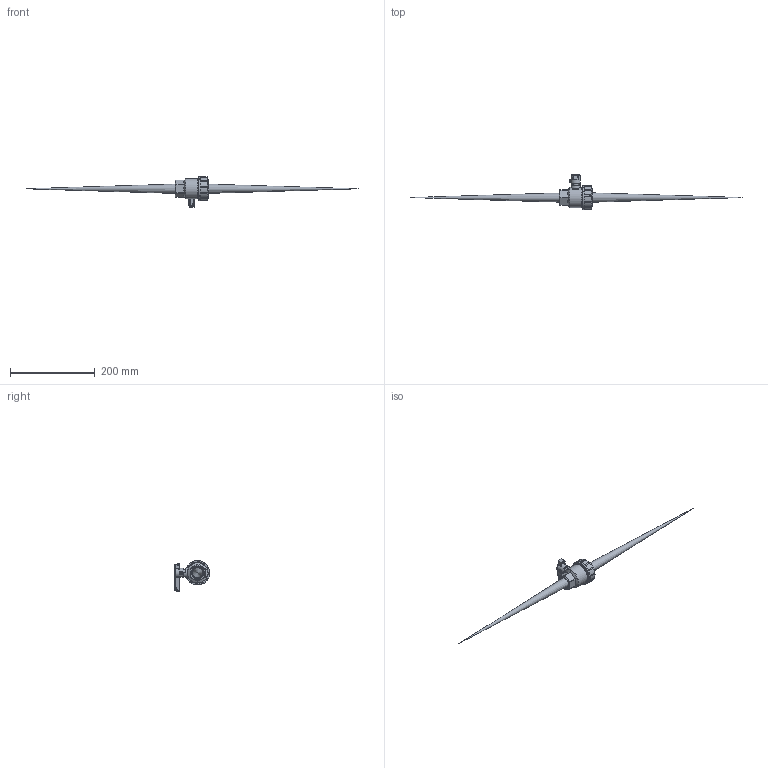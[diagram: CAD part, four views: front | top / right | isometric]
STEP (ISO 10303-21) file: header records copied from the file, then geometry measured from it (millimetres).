
FILE_DESCRIPTION(/* description */ ('3/4" UNION VALVE, FKM'),/* implementation_level */ '2;1');
FILE_NAME(/* name */ 'UV075FPV.stp',/* time_stamp */ '2020-07-17T15:45:54-04:00',/* author */ ('CAB'),/* organization */ (''),/* preprocessor_version */ 'ST-DEVELOPER v17.2',/* originating_system */ 'Autodesk Inventor 2019',/* authorisation */ '');
FILE_SCHEMA (('AUTOMOTIVE_DESIGN { 1 0 10303 214 3 1 1 }'));
Length unit declared in the file: inch
Products named in the file (14): UV075FPV; UV07254; UV07256; UV07150; UV07151; UV07255; UV07255M; UVX07255; UV07258; UV15220; UV07163V; UV07264V; UV07153; VL1005
Assembly tree (15 placements, depth 4):
  UV075FPV
    UV07254
    UV07256
    UV07150
    UV07151
    UV07255
      UV07255M
        UVX07255
    UV07258  x2
    UV15220
    UV07163V  x2
    UV07264V
    UV07153
    VL1005
Bounding box: 782.35 x 83.27 x 72.32 mm (x, y, z)
Volume: 111468 mm3; surface area: 161291.5 mm2
Topology: 13 solids, 13 shells, 959 faces, 2607 edges, 1738 vertices
Faces by surface type: plane 456, cylinder 202, bspline 178, cone 70, torus 39, sphere 14
Full cylindrical faces by diameter (mm): 2.13 x10, 3.505 x8, 8.331 x1, 9.703 x2, 13.995 x3, 14.173 x1, 16.764 x1, 18.466 x1, 19.05 x1, 19.304 x1, 20.066 x2, 22.098 x2, 29.083 x2, 29.286 x1, 29.388 x1, 36.068 x1, 36.83 x1, 37.338 x1, 38.1 x1, 41.275 x1, 42.418 x1, 44.45 x4, 45.161 x4, 47.142 x4, 47.625 x1, 48.031 x5, 55.562 x1, 57.15 x1
Entity records: 41594 total; most frequent: CARTESIAN_POINT 18312, ORIENTED_EDGE 5152, DIRECTION 4206, EDGE_CURVE 2576, VERTEX_POINT 1719, AXIS2_PLACEMENT_3D 1477, LINE 1252, VECTOR 1252
